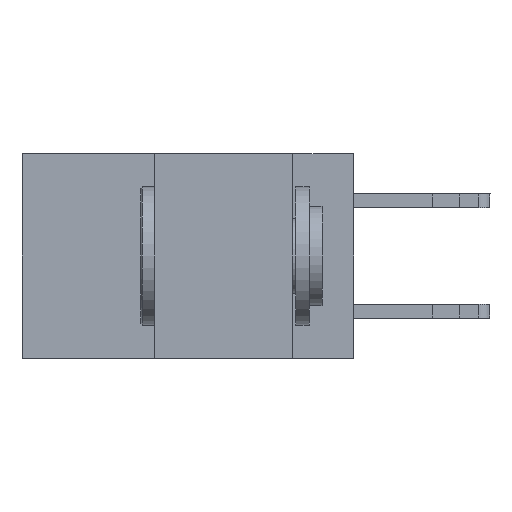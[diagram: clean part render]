
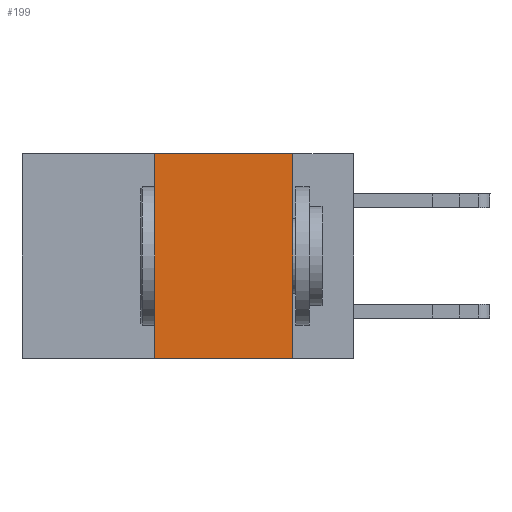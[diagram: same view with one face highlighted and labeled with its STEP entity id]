
A CAD part, left-side view. The second image highlights one B-rep face of the part: STEP entity #199.
In plain terms, the highlighted planar face has unit normal (-1, 0, 0).
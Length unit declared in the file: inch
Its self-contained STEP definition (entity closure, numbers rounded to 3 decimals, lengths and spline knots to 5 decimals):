
#199 = ADVANCED_FACE ( 'NONE', ( #18721 ), #1573, .F. ) ;
#1119 = EDGE_CURVE ( 'NONE', #6510, #2452, #12363, .T. ) ;
#1362 = VECTOR ( 'NONE', #9054, 39.37008 ) ;
#1573 = PLANE ( 'NONE',  #2536 ) ;
#1816 = CARTESIAN_POINT ( 'NONE',  ( 0., 0.6, -0.37 ) ) ;
#2452 = VERTEX_POINT ( 'NONE', #17799 ) ;
#2536 = AXIS2_PLACEMENT_3D ( 'NONE', #18456, #4610, #6101 ) ;
#2852 = DIRECTION ( 'NONE',  ( 0., 0., -1. ) ) ;
#3042 = CARTESIAN_POINT ( 'NONE',  ( 0., 0.11, 0. ) ) ;
#3726 = VECTOR ( 'NONE', #2852, 39.37008 ) ;
#4610 = DIRECTION ( 'NONE',  ( 1., 0., 0. ) ) ;
#6101 = DIRECTION ( 'NONE',  ( 0., 0., -1. ) ) ;
#6510 = VERTEX_POINT ( 'NONE', #15457 ) ;
#7045 = VERTEX_POINT ( 'NONE', #10113 ) ;
#7672 = VECTOR ( 'NONE', #14030, 39.37008 ) ;
#7956 = CARTESIAN_POINT ( 'NONE',  ( 0., 0.36, 0. ) ) ;
#8659 = VECTOR ( 'NONE', #18320, 39.37008 ) ;
#9001 = CARTESIAN_POINT ( 'NONE',  ( 0., 0.11, 0. ) ) ;
#9054 = DIRECTION ( 'NONE',  ( 0., -1., 0. ) ) ;
#10113 = CARTESIAN_POINT ( 'NONE',  ( 0., 0.36, 0. ) ) ;
#10401 = EDGE_CURVE ( 'NONE', #14586, #2452, #11720, .T. ) ;
#10826 = CARTESIAN_POINT ( 'NONE',  ( 0., 0.6, 0. ) ) ;
#11503 = EDGE_LOOP ( 'NONE', ( #15913, #12513, #12922, #12203 ) ) ;
#11720 = LINE ( 'NONE', #3042, #3726 ) ;
#12203 = ORIENTED_EDGE ( 'NONE', *, *, #1119, .T. ) ;
#12363 = LINE ( 'NONE', #1816, #1362 ) ;
#12513 = ORIENTED_EDGE ( 'NONE', *, *, #15361, .F. ) ;
#12922 = ORIENTED_EDGE ( 'NONE', *, *, #15972, .F. ) ;
#14030 = DIRECTION ( 'NONE',  ( 0., 0., 1. ) ) ;
#14586 = VERTEX_POINT ( 'NONE', #9001 ) ;
#15361 = EDGE_CURVE ( 'NONE', #7045, #14586, #18071, .T. ) ;
#15457 = CARTESIAN_POINT ( 'NONE',  ( 0., 0.36, -0.37 ) ) ;
#15913 = ORIENTED_EDGE ( 'NONE', *, *, #10401, .F. ) ;
#15972 = EDGE_CURVE ( 'NONE', #6510, #7045, #16423, .T. ) ;
#16423 = LINE ( 'NONE', #7956, #7672 ) ;
#17799 = CARTESIAN_POINT ( 'NONE',  ( 0., 0.11, -0.37 ) ) ;
#18071 = LINE ( 'NONE', #10826, #8659 ) ;
#18320 = DIRECTION ( 'NONE',  ( 0., -1., 0. ) ) ;
#18456 = CARTESIAN_POINT ( 'NONE',  ( 0., 0.6, 0. ) ) ;
#18721 = FACE_OUTER_BOUND ( 'NONE', #11503, .T. ) ;
